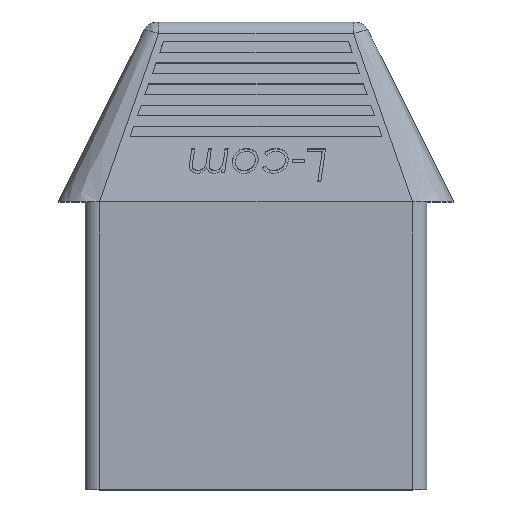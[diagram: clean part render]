
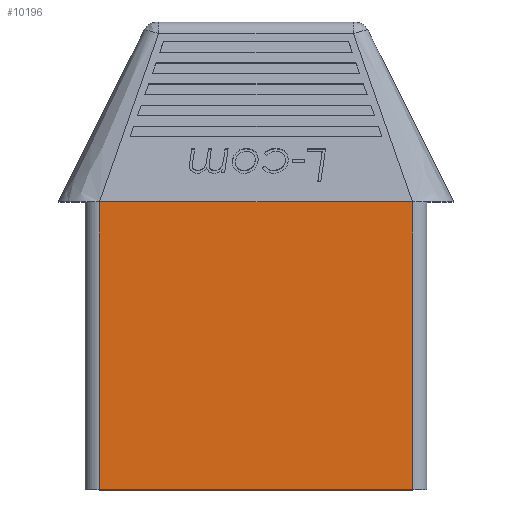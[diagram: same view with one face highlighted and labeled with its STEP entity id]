
A CAD part, top view. The second image highlights one B-rep face of the part: STEP entity #10196.
In plain terms, the highlighted planar face has unit normal (0, 0, 1).
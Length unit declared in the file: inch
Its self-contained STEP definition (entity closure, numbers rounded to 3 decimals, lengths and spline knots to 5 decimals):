
#197 = CARTESIAN_POINT ( 'NONE',  ( -0.2175, 0., 0.09 ) ) ;
#235 = CARTESIAN_POINT ( 'NONE',  ( 0.2175, 0., 0.09 ) ) ;
#236 = DIRECTION ( 'NONE',  ( -1., 0., 0. ) ) ;
#237 = VECTOR ( 'NONE', #236, 39.37008 ) ;
#238 = CARTESIAN_POINT ( 'NONE',  ( 0.2375, 0., 0.09 ) ) ;
#246 = LINE ( 'NONE', #238, #237 ) ;
#4224 = DIRECTION ( 'NONE',  ( 0., -1., 0. ) ) ;
#4225 = VECTOR ( 'NONE', #4224, 39.37008 ) ;
#4226 = CARTESIAN_POINT ( 'NONE',  ( -0.2175, -0.4, 0.09 ) ) ;
#4227 = LINE ( 'NONE', #4226, #4225 ) ;
#8705 = CARTESIAN_POINT ( 'NONE',  ( 0.2375, -0.4, 0.09 ) ) ;
#8706 = PLANE ( 'NONE',  #8780 ) ;
#8779 = DIRECTION ( 'NONE',  ( 0., 0., -1. ) ) ;
#8780 = AXIS2_PLACEMENT_3D ( 'NONE', #8705, #8779, #8942 ) ;
#8942 = DIRECTION ( 'NONE',  ( -1., 0., 0. ) ) ;
#9351 = DIRECTION ( 'NONE',  ( 0., 1., 0. ) ) ;
#9352 = VECTOR ( 'NONE', #9351, 39.37008 ) ;
#9353 = CARTESIAN_POINT ( 'NONE',  ( 0.2175, -0.4, 0.09 ) ) ;
#9354 = LINE ( 'NONE', #9353, #9352 ) ;
#9423 = CARTESIAN_POINT ( 'NONE',  ( -0.2175, -0.4, 0.09 ) ) ;
#9424 = CARTESIAN_POINT ( 'NONE',  ( 0.2175, -0.4, 0.09 ) ) ;
#9425 = DIRECTION ( 'NONE',  ( -1., 0., 0. ) ) ;
#9426 = VECTOR ( 'NONE', #9425, 39.37008 ) ;
#9427 = CARTESIAN_POINT ( 'NONE',  ( 0.2375, -0.4, 0.09 ) ) ;
#9428 = LINE ( 'NONE', #9427, #9426 ) ;
#9538 = FACE_OUTER_BOUND ( 'NONE', #9911, .T. ) ;
#9903 = EDGE_CURVE ( 'NONE', #9904, #9905, #9428, .T. ) ;
#9904 = VERTEX_POINT ( 'NONE', #9424 ) ;
#9905 = VERTEX_POINT ( 'NONE', #9423 ) ;
#9911 = EDGE_LOOP ( 'NONE', ( #9912, #10064, #10518, #10519 ) ) ;
#9912 = ORIENTED_EDGE ( 'NONE', *, *, #9903, .F. ) ;
#9940 = EDGE_CURVE ( 'NONE', #9904, #10819, #9354, .T. ) ;
#10064 = ORIENTED_EDGE ( 'NONE', *, *, #9940, .T. ) ;
#10196 = ADVANCED_FACE ( 'NONE', ( #9538 ), #8706, .F. ) ;
#10518 = ORIENTED_EDGE ( 'NONE', *, *, #10818, .T. ) ;
#10519 = ORIENTED_EDGE ( 'NONE', *, *, #10520, .T. ) ;
#10520 = EDGE_CURVE ( 'NONE', #10839, #9905, #4227, .T. ) ;
#10818 = EDGE_CURVE ( 'NONE', #10819, #10839, #246, .T. ) ;
#10819 = VERTEX_POINT ( 'NONE', #235 ) ;
#10839 = VERTEX_POINT ( 'NONE', #197 ) ;
